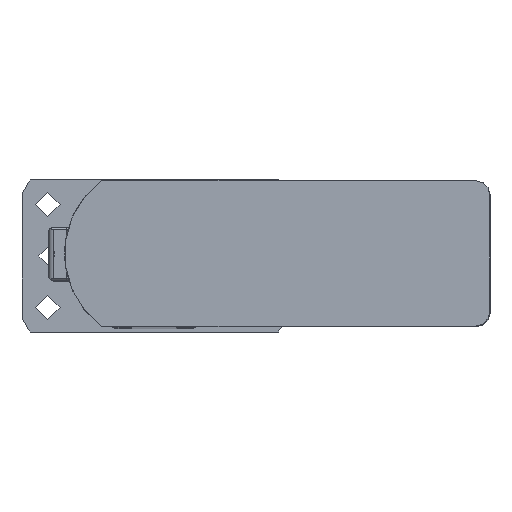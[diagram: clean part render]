
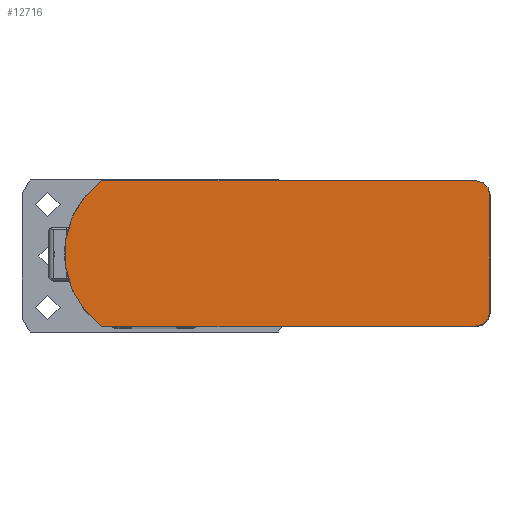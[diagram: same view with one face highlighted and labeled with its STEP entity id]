
A CAD part, top view. The second image highlights one B-rep face of the part: STEP entity #12716.
In plain terms, the highlighted planar face has unit normal (0, 0, 1).
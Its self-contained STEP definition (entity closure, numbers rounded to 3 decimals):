
#1056=LINE('',#24178,#1992);
#1057=LINE('',#24182,#1993);
#1058=LINE('',#24185,#1994);
#1992=VECTOR('',#17614,166.718);
#1993=VECTOR('',#17617,51.8);
#1994=VECTOR('',#17620,166.718);
#2598=PLANE('',#14122);
#3499=FACE_OUTER_BOUND('',#4423,.T.);
#4423=EDGE_LOOP('',(#11107,#11108,#11109,#11110,#11111,#11112));
#4980=CIRCLE('',#13872,40.);
#5089=CIRCLE('',#14123,6.6);
#5090=CIRCLE('',#14124,6.6);
#6002=VERTEX_POINT('',#23134);
#6003=VERTEX_POINT('',#23136);
#6211=VERTEX_POINT('',#24177);
#6212=VERTEX_POINT('',#24179);
#6213=VERTEX_POINT('',#24181);
#6214=VERTEX_POINT('',#24183);
#7563=EDGE_CURVE('',#6003,#6002,#4980,.T.);
#7879=EDGE_CURVE('',#6002,#6211,#1056,.T.);
#7880=EDGE_CURVE('',#6211,#6212,#5089,.T.);
#7881=EDGE_CURVE('',#6212,#6213,#1057,.T.);
#7882=EDGE_CURVE('',#6213,#6214,#5090,.T.);
#7883=EDGE_CURVE('',#6214,#6003,#1058,.T.);
#11107=ORIENTED_EDGE('',*,*,#7879,.T.);
#11108=ORIENTED_EDGE('',*,*,#7880,.T.);
#11109=ORIENTED_EDGE('',*,*,#7881,.T.);
#11110=ORIENTED_EDGE('',*,*,#7882,.T.);
#11111=ORIENTED_EDGE('',*,*,#7883,.T.);
#11112=ORIENTED_EDGE('',*,*,#7563,.T.);
#12716=ADVANCED_FACE('',(#3499),#2598,.T.);
#13872=AXIS2_PLACEMENT_3D('',#23137,#16952,#16953);
#14122=AXIS2_PLACEMENT_3D('',#24176,#17612,#17613);
#14123=AXIS2_PLACEMENT_3D('',#24180,#17615,#17616);
#14124=AXIS2_PLACEMENT_3D('',#24184,#17618,#17619);
#16952=DIRECTION('center_axis',(0.,0.,1.));
#16953=DIRECTION('ref_axis',(0.583,-0.813,0.));
#17612=DIRECTION('center_axis',(0.,0.,1.));
#17613=DIRECTION('ref_axis',(1.,0.,0.));
#17614=DIRECTION('',(-1.,0.,0.));
#17615=DIRECTION('center_axis',(0.,0.,1.));
#17616=DIRECTION('ref_axis',(0.,1.,0.));
#17617=DIRECTION('',(0.,-1.,0.));
#17618=DIRECTION('center_axis',(0.,0.,1.));
#17619=DIRECTION('ref_axis',(-1.,0.,0.));
#17620=DIRECTION('',(1.,0.,0.));
#23134=CARTESIAN_POINT('',(23.318,32.5,570.));
#23136=CARTESIAN_POINT('',(23.318,-32.5,570.));
#23137=CARTESIAN_POINT('Origin',(0.,0.,
570.));
#24176=CARTESIAN_POINT('Origin',(-61.472,0.,
570.));
#24177=CARTESIAN_POINT('',(-143.4,32.5,570.));
#24178=CARTESIAN_POINT('',(23.318,32.5,570.));
#24179=CARTESIAN_POINT('',(-150.,25.9,570.));
#24180=CARTESIAN_POINT('Origin',(-143.4,25.9,570.));
#24181=CARTESIAN_POINT('',(-150.,-25.9,570.));
#24182=CARTESIAN_POINT('',(-150.,25.9,570.));
#24183=CARTESIAN_POINT('',(-143.4,-32.5,570.));
#24184=CARTESIAN_POINT('Origin',(-143.4,-25.9,570.));
#24185=CARTESIAN_POINT('',(-143.4,-32.5,570.));
